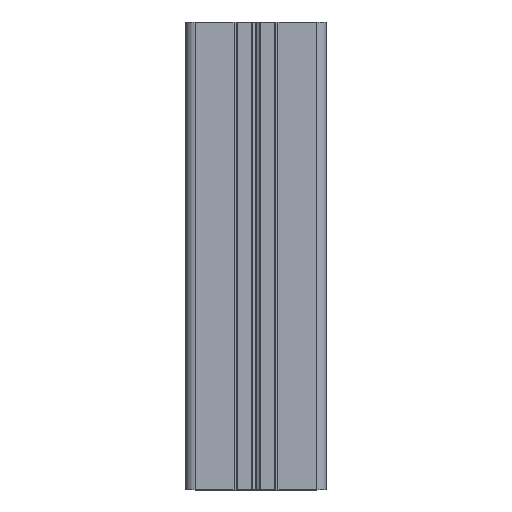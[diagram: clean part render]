
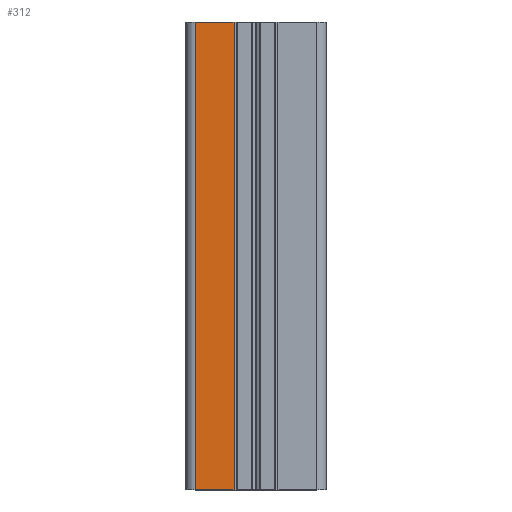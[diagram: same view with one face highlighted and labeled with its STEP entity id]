
A CAD part, top view. The second image highlights one B-rep face of the part: STEP entity #312.
In plain terms, the highlighted planar face has unit normal (0, 0, 1).
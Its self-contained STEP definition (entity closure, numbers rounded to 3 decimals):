
#312 = ADVANCED_FACE( '', ( #737 ), #738, .T. );
#737 = FACE_OUTER_BOUND( '', #1272, .T. );
#738 = PLANE( '', #1273 );
#1272 = EDGE_LOOP( '', ( #2251, #2252, #2253, #2254 ) );
#1273 = AXIS2_PLACEMENT_3D( '', #2255, #2256, #2257 );
#2251 = ORIENTED_EDGE( '', *, *, #3547, .F. );
#2252 = ORIENTED_EDGE( '', *, *, #3488, .F. );
#2253 = ORIENTED_EDGE( '', *, *, #3714, .T. );
#2254 = ORIENTED_EDGE( '', *, *, #3715, .T. );
#2255 = CARTESIAN_POINT( '', ( -4.7, 100., 15. ) );
#2256 = DIRECTION( '', ( 0., 0., 1. ) );
#2257 = DIRECTION( '', ( 1., 0., 0. ) );
#3488 = EDGE_CURVE( '', #4292, #4288, #4294, .T. );
#3547 = EDGE_CURVE( '', #4288, #4395, #4396, .T. );
#3714 = EDGE_CURVE( '', #4292, #4666, #4667, .T. );
#3715 = EDGE_CURVE( '', #4666, #4395, #4668, .T. );
#4288 = VERTEX_POINT( '', #5400 );
#4292 = VERTEX_POINT( '', #5405 );
#4294 = LINE( '', #5407, #5408 );
#4395 = VERTEX_POINT( '', #5541 );
#4396 = LINE( '', #5542, #5543 );
#4666 = VERTEX_POINT( '', #5903 );
#4667 = LINE( '', #5904, #5905 );
#4668 = LINE( '', #5906, #5907 );
#5400 = CARTESIAN_POINT( '', ( -4.7, 0., 15. ) );
#5405 = CARTESIAN_POINT( '', ( -4.7, 100., 15. ) );
#5407 = CARTESIAN_POINT( '', ( -4.7, 100., 15. ) );
#5408 = VECTOR( '', #6599, 1000. );
#5541 = CARTESIAN_POINT( '', ( -13., 0., 15. ) );
#5542 = CARTESIAN_POINT( '', ( -4.7, 0., 15. ) );
#5543 = VECTOR( '', #6686, 1000. );
#5903 = CARTESIAN_POINT( '', ( -13., 100., 15. ) );
#5904 = CARTESIAN_POINT( '', ( -4.7, 100., 15. ) );
#5905 = VECTOR( '', #6951, 1000. );
#5906 = CARTESIAN_POINT( '', ( -13., 100., 15. ) );
#5907 = VECTOR( '', #6952, 1000. );
#6599 = DIRECTION( '', ( 0., -1., 0. ) );
#6686 = DIRECTION( '', ( -1., 0., 0. ) );
#6951 = DIRECTION( '', ( -1., 0., 0. ) );
#6952 = DIRECTION( '', ( 0., -1., 0. ) );
